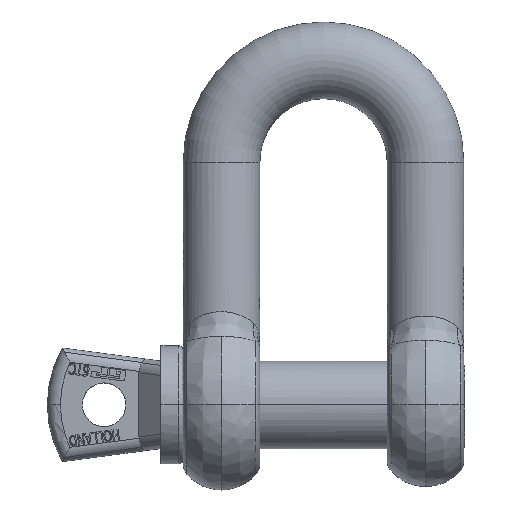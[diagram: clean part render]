
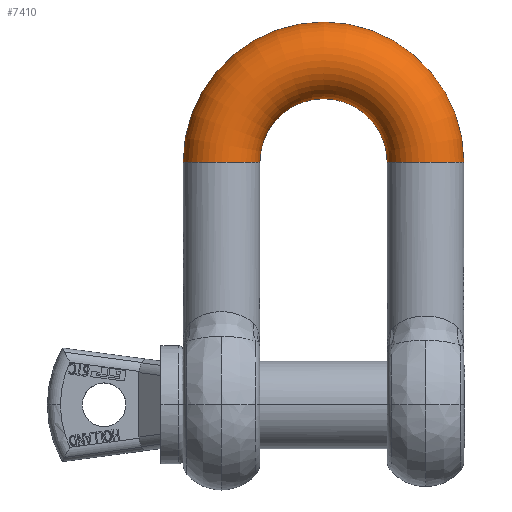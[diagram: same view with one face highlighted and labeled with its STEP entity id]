
A CAD part, top view. The second image highlights one B-rep face of the part: STEP entity #7410.
In plain terms, the highlighted toroidal (fillet/blend) face has major radius 66.5 mm and minor radius 25 mm.
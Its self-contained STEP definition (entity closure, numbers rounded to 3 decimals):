
#3779=AXIS2_PLACEMENT_3D('Circle Axis2P3D',#3777,#3778,$) ;
#6938=AXIS2_PLACEMENT_3D('Circle Axis2P3D',#6936,#6937,$) ;
#6952=AXIS2_PLACEMENT_3D('Circle Axis2P3D',#6950,#6951,$) ;
#7397=AXIS2_PLACEMENT_3D('Torus Axis2P3D',#7394,#7395,#7396) ;
#7401=AXIS2_PLACEMENT_3D('Circle Axis2P3D',#7399,#7400,$) ;
#3325=CARTESIAN_POINT('Vertex',(41.5,158.,0.)) ;
#3332=CARTESIAN_POINT('Vertex',(91.5,158.,0.)) ;
#3777=CARTESIAN_POINT('Axis2P3D Location',(66.5,158.,0.)) ;
#6936=CARTESIAN_POINT('Axis2P3D Location',(0.,158.,0.)) ;
#6940=CARTESIAN_POINT('Vertex',(-41.5,158.,0.)) ;
#6947=CARTESIAN_POINT('Vertex',(-91.5,158.,0.)) ;
#6950=CARTESIAN_POINT('Axis2P3D Location',(0.,158.,0.)) ;
#7394=CARTESIAN_POINT('Axis2P3D Location',(0.,158.,0.)) ;
#7399=CARTESIAN_POINT('Axis2P3D Location',(-66.5,158.,0.)) ;
#3778=DIRECTION('Axis2P3D Direction',(0.,-1.,0.)) ;
#6937=DIRECTION('Axis2P3D Direction',(0.,0.,-1.)) ;
#6951=DIRECTION('Axis2P3D Direction',(0.,0.,-1.)) ;
#7395=DIRECTION('Axis2P3D Direction',(0.,0.,-1.)) ;
#7396=DIRECTION('Axis2P3D XDirection',(-1.,0.,0.)) ;
#7400=DIRECTION('Axis2P3D Direction',(0.,-1.,0.)) ;
#7405=ORIENTED_EDGE('',*,*,#6954,.F.) ;
#7406=ORIENTED_EDGE('',*,*,#7403,.F.) ;
#7407=ORIENTED_EDGE('',*,*,#6942,.F.) ;
#7408=ORIENTED_EDGE('',*,*,#3781,.T.) ;
#7410=ADVANCED_FACE('',(#7409),#7398,.T.) ;
#3780=CIRCLE('generated circle',#3779,25.) ;
#6939=CIRCLE('generated circle',#6938,41.5) ;
#6953=CIRCLE('generated circle',#6952,91.5) ;
#7402=CIRCLE('generated circle',#7401,25.) ;
#7398=TOROIDAL_SURFACE('homeo Torus',#7397,66.5,25.) ;
#3781=EDGE_CURVE('',#3326,#3333,#3780,.F.) ;
#6942=EDGE_CURVE('',#3326,#6941,#6939,.F.) ;
#6954=EDGE_CURVE('',#6948,#3333,#6953,.T.) ;
#7403=EDGE_CURVE('',#6941,#6948,#7402,.T.) ;
#7404=EDGE_LOOP('',(#7405,#7406,#7407,#7408)) ;
#7409=FACE_OUTER_BOUND('',#7404,.T.) ;
#3326=VERTEX_POINT('',#3325) ;
#3333=VERTEX_POINT('',#3332) ;
#6941=VERTEX_POINT('',#6940) ;
#6948=VERTEX_POINT('',#6947) ;
